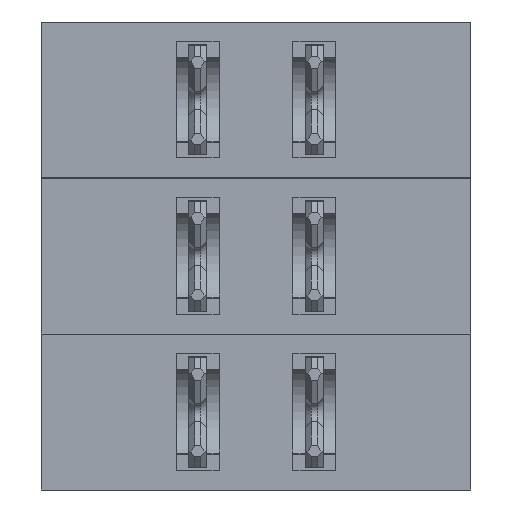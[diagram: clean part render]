
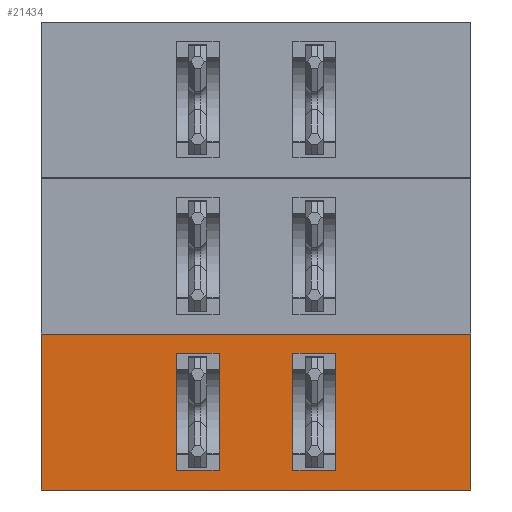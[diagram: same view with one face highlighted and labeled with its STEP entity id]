
A CAD part, front view. The second image highlights one B-rep face of the part: STEP entity #21434.
In plain terms, the highlighted planar face has unit normal (0, -1, 0).
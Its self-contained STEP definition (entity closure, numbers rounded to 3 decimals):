
#2142=ORIENTED_EDGE('',*,*,#5943,.T.);
#2143=ORIENTED_EDGE('',*,*,#5913,.F.);
#2144=ORIENTED_EDGE('',*,*,#5983,.F.);
#2145=ORIENTED_EDGE('',*,*,#5984,.T.);
#2146=ORIENTED_EDGE('',*,*,#5985,.F.);
#2147=ORIENTED_EDGE('',*,*,#5986,.F.);
#2148=ORIENTED_EDGE('',*,*,#5987,.F.);
#2149=ORIENTED_EDGE('',*,*,#5988,.F.);
#2150=ORIENTED_EDGE('',*,*,#5965,.F.);
#2151=ORIENTED_EDGE('',*,*,#5961,.F.);
#2152=ORIENTED_EDGE('',*,*,#5971,.F.);
#2153=ORIENTED_EDGE('',*,*,#5948,.F.);
#5913=EDGE_CURVE('',#7964,#7965,#9703,.T.);
#5943=EDGE_CURVE('',#7981,#7965,#9733,.T.);
#5948=EDGE_CURVE('',#7983,#7984,#9738,.T.);
#5961=EDGE_CURVE('',#7993,#7994,#9750,.T.);
#5965=EDGE_CURVE('',#7994,#7983,#9754,.T.);
#5971=EDGE_CURVE('',#7984,#7993,#9759,.T.);
#5983=EDGE_CURVE('',#8005,#7964,#9770,.T.);
#5984=EDGE_CURVE('',#8005,#7981,#9771,.T.);
#5985=EDGE_CURVE('',#8006,#8007,#9772,.T.);
#5986=EDGE_CURVE('',#8008,#8006,#9773,.T.);
#5987=EDGE_CURVE('',#8009,#8008,#9774,.T.);
#5988=EDGE_CURVE('',#8007,#8009,#9775,.T.);
#7964=VERTEX_POINT('',#28883);
#7965=VERTEX_POINT('',#28885);
#7981=VERTEX_POINT('',#28938);
#7983=VERTEX_POINT('',#28947);
#7984=VERTEX_POINT('',#28948);
#7993=VERTEX_POINT('',#28974);
#7994=VERTEX_POINT('',#28975);
#8005=VERTEX_POINT('',#29016);
#8006=VERTEX_POINT('',#29019);
#8007=VERTEX_POINT('',#29020);
#8008=VERTEX_POINT('',#29022);
#8009=VERTEX_POINT('',#29024);
#9703=LINE('',#28884,#11879);
#9733=LINE('',#28937,#11909);
#9738=LINE('',#28946,#11914);
#9750=LINE('',#28973,#11926);
#9754=LINE('',#28982,#11930);
#9759=LINE('',#28992,#11935);
#9770=LINE('',#29015,#11946);
#9771=LINE('',#29017,#11947);
#9772=LINE('',#29018,#11948);
#9773=LINE('',#29021,#11949);
#9774=LINE('',#29023,#11950);
#9775=LINE('',#29025,#11951);
#11879=VECTOR('',#24492,1000.);
#11909=VECTOR('',#24536,1000.);
#11914=VECTOR('',#24545,1000.);
#11926=VECTOR('',#24567,1000.);
#11930=VECTOR('',#24573,1000.);
#11935=VECTOR('',#24584,1000.);
#11946=VECTOR('',#24607,1000.);
#11947=VECTOR('',#24608,1000.);
#11948=VECTOR('',#24609,1000.);
#11949=VECTOR('',#24610,1000.);
#11950=VECTOR('',#24611,1000.);
#11951=VECTOR('',#24612,1000.);
#13515=EDGE_LOOP('',(#2142,#2143,#2144,#2145));
#13516=EDGE_LOOP('',(#2146,#2147,#2148,#2149));
#13517=EDGE_LOOP('',(#2150,#2151,#2152,#2153));
#14354=FACE_BOUND('',#13515,.T.);
#14355=FACE_BOUND('',#13516,.T.);
#14356=FACE_BOUND('',#13517,.T.);
#15150=PLANE('',#22316);
#21434=ADVANCED_FACE('',(#14354,#14355,#14356),#15150,.F.);
#22316=AXIS2_PLACEMENT_3D('',#29014,#24605,#24606);
#24492=DIRECTION('',(-1.,0.,0.));
#24536=DIRECTION('',(0.,0.,-1.));
#24545=DIRECTION('',(-1.,0.,0.));
#24567=DIRECTION('',(1.,0.,0.));
#24573=DIRECTION('',(0.,0.,1.));
#24584=DIRECTION('',(0.,0.,-1.));
#24605=DIRECTION('',(0.,1.,0.));
#24606=DIRECTION('',(1.,0.,0.));
#24607=DIRECTION('',(0.,0.,-1.));
#24608=DIRECTION('',(-1.,0.,0.));
#24609=DIRECTION('',(1.,0.,0.));
#24610=DIRECTION('',(0.,0.,-1.));
#24611=DIRECTION('',(-1.,0.,0.));
#24612=DIRECTION('',(0.,0.,1.));
#28883=CARTESIAN_POINT('',(1.8,-16.35,0.));
#28884=CARTESIAN_POINT('',(1.8,-16.35,0.));
#28885=CARTESIAN_POINT('',(-5.2,-16.35,0.));
#28937=CARTESIAN_POINT('',(-5.2,-16.35,7.616));
#28938=CARTESIAN_POINT('',(-5.2,-16.35,2.54));
#28946=CARTESIAN_POINT('',(-1.7,-16.35,2.224));
#28947=CARTESIAN_POINT('',(-0.4,-16.35,2.224));
#28948=CARTESIAN_POINT('',(-1.1,-16.35,2.224));
#28973=CARTESIAN_POINT('',(-1.7,-16.35,0.324));
#28974=CARTESIAN_POINT('',(-1.1,-16.35,0.324));
#28975=CARTESIAN_POINT('',(-0.4,-16.35,0.324));
#28982=CARTESIAN_POINT('',(-0.4,-16.35,7.616));
#28992=CARTESIAN_POINT('',(-1.1,-16.35,7.616));
#29014=CARTESIAN_POINT('',(1.8,-16.35,7.616));
#29015=CARTESIAN_POINT('',(1.8,-16.35,7.616));
#29016=CARTESIAN_POINT('',(1.8,-16.35,2.54));
#29017=CARTESIAN_POINT('',(-1.7,-16.35,2.54));
#29018=CARTESIAN_POINT('',(-1.7,-16.35,0.324));
#29019=CARTESIAN_POINT('',(-3.,-16.35,0.324));
#29020=CARTESIAN_POINT('',(-2.3,-16.35,0.324));
#29021=CARTESIAN_POINT('',(-3.,-16.35,7.616));
#29022=CARTESIAN_POINT('',(-3.,-16.35,2.224));
#29023=CARTESIAN_POINT('',(-1.7,-16.35,2.224));
#29024=CARTESIAN_POINT('',(-2.3,-16.35,2.224));
#29025=CARTESIAN_POINT('',(-2.3,-16.35,7.616));
